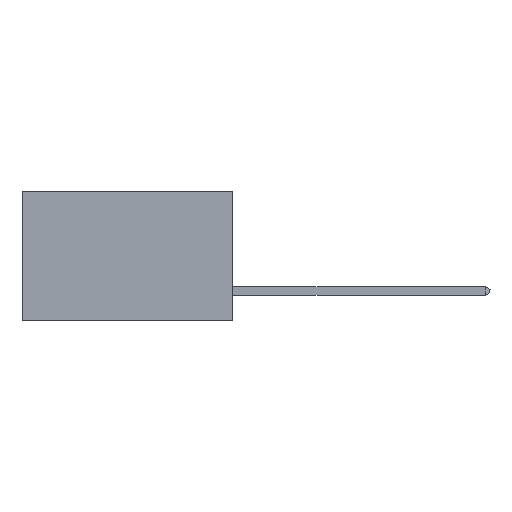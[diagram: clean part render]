
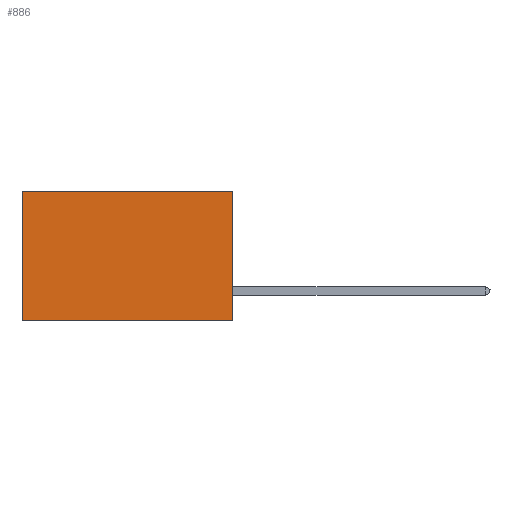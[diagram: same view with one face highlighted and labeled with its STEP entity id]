
A CAD part, left-side view. The second image highlights one B-rep face of the part: STEP entity #886.
In plain terms, the highlighted planar face has unit normal (-1, 0, 0).
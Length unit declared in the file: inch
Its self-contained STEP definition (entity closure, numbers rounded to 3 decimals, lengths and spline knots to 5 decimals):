
#886 = ADVANCED_FACE ( 'NONE', ( #33094 ), #2840, .F. ) ;
#1006 = AXIS2_PLACEMENT_3D ( 'NONE', #5545, #32886, #30194 ) ;
#1630 = CARTESIAN_POINT ( 'NONE',  ( 0.2875, 0.6, 0. ) ) ;
#1910 = VECTOR ( 'NONE', #16742, 39.37008 ) ;
#2840 = PLANE ( 'NONE',  #1006 ) ;
#2899 = ORIENTED_EDGE ( 'NONE', *, *, #9207, .F. ) ;
#3381 = ORIENTED_EDGE ( 'NONE', *, *, #21532, .F. ) ;
#3598 = CARTESIAN_POINT ( 'NONE',  ( 0.2875, 0., 0. ) ) ;
#5545 = CARTESIAN_POINT ( 'NONE',  ( 0.2875, 0., 0. ) ) ;
#6367 = ORIENTED_EDGE ( 'NONE', *, *, #30330, .T. ) ;
#8746 = LINE ( 'NONE', #11009, #1910 ) ;
#9207 = EDGE_CURVE ( 'NONE', #27005, #22287, #8746, .T. ) ;
#11009 = CARTESIAN_POINT ( 'NONE',  ( 0.2875, 0., -0.37 ) ) ;
#11957 = DIRECTION ( 'NONE',  ( 0., 1., 0. ) ) ;
#12709 = LINE ( 'NONE', #1630, #21706 ) ;
#13096 = ORIENTED_EDGE ( 'NONE', *, *, #15180, .T. ) ;
#14864 = CARTESIAN_POINT ( 'NONE',  ( 0.2875, 0., 0. ) ) ;
#15180 = EDGE_CURVE ( 'NONE', #27728, #33824, #23310, .T. ) ;
#15996 = DIRECTION ( 'NONE',  ( 0., 0., -1. ) ) ;
#16742 = DIRECTION ( 'NONE',  ( 0., 1., 0. ) ) ;
#19199 = CARTESIAN_POINT ( 'NONE',  ( 0.2875, 0.6, 0. ) ) ;
#21532 = EDGE_CURVE ( 'NONE', #27728, #27005, #24671, .T. ) ;
#21706 = VECTOR ( 'NONE', #15996, 39.37008 ) ;
#22287 = VERTEX_POINT ( 'NONE', #25263 ) ;
#23310 = LINE ( 'NONE', #3598, #30203 ) ;
#24671 = LINE ( 'NONE', #14864, #25528 ) ;
#25263 = CARTESIAN_POINT ( 'NONE',  ( 0.2875, 0.6, -0.37 ) ) ;
#25528 = VECTOR ( 'NONE', #33695, 39.37008 ) ;
#25725 = CARTESIAN_POINT ( 'NONE',  ( 0.2875, 0., 0. ) ) ;
#27005 = VERTEX_POINT ( 'NONE', #28683 ) ;
#27262 = EDGE_LOOP ( 'NONE', ( #6367, #2899, #3381, #13096 ) ) ;
#27728 = VERTEX_POINT ( 'NONE', #25725 ) ;
#28683 = CARTESIAN_POINT ( 'NONE',  ( 0.2875, 0., -0.37 ) ) ;
#30194 = DIRECTION ( 'NONE',  ( 0., 0., -1. ) ) ;
#30203 = VECTOR ( 'NONE', #11957, 39.37008 ) ;
#30330 = EDGE_CURVE ( 'NONE', #33824, #22287, #12709, .T. ) ;
#32886 = DIRECTION ( 'NONE',  ( 1., 0., 0. ) ) ;
#33094 = FACE_OUTER_BOUND ( 'NONE', #27262, .T. ) ;
#33695 = DIRECTION ( 'NONE',  ( 0., 0., -1. ) ) ;
#33824 = VERTEX_POINT ( 'NONE', #19199 ) ;
